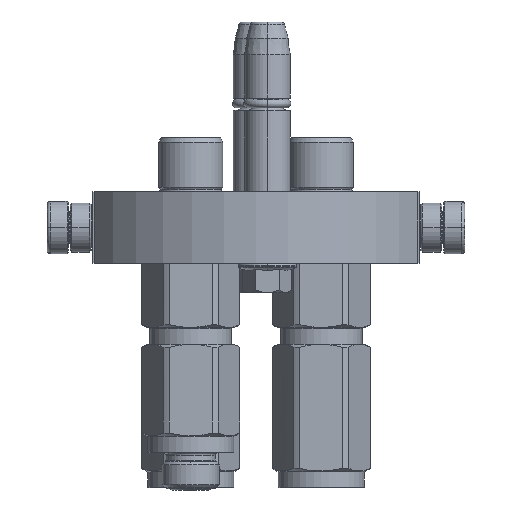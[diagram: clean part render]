
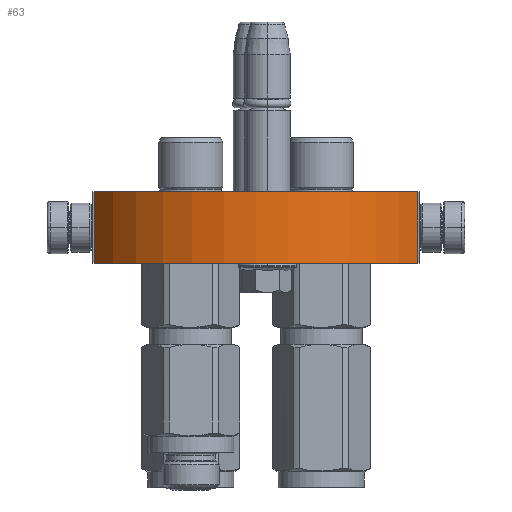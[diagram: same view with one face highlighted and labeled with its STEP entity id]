
A CAD part, left-side view. The second image highlights one B-rep face of the part: STEP entity #63.
In plain terms, the highlighted cylindrical face has radius 57.25 mm (diameter 114.5 mm), a partial arc.
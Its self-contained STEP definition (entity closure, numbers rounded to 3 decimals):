
#63 = ADVANCED_FACE ( 'NONE', ( #3428 ), #14933, .T. ) ;
#326 = CARTESIAN_POINT ( 'NONE',  ( 0., 0., 22. ) ) ;
#1871 = ORIENTED_EDGE ( 'NONE', *, *, #5383, .T. ) ;
#3428 = FACE_OUTER_BOUND ( 'NONE', #49383, .T. ) ;
#3652 = VERTEX_POINT ( 'NONE', #30516 ) ;
#5383 = EDGE_CURVE ( 'NONE', #3652, #6838, #26287, .T. ) ;
#6838 = VERTEX_POINT ( 'NONE', #28315 ) ;
#7266 = DIRECTION ( 'NONE',  ( 0., 0., 1. ) ) ;
#7905 = ORIENTED_EDGE ( 'NONE', *, *, #30852, .T. ) ;
#9308 = AXIS2_PLACEMENT_3D ( 'NONE', #36224, #23575, #52186 ) ;
#9472 = LINE ( 'NONE', #31737, #13943 ) ;
#13943 = VECTOR ( 'NONE', #7266, 1000. ) ;
#14118 = ORIENTED_EDGE ( 'NONE', *, *, #26743, .F. ) ;
#14933 = CYLINDRICAL_SURFACE ( 'NONE', #9308, 57.25 ) ;
#16507 = EDGE_CURVE ( 'NONE', #23226, #6838, #19032, .T. ) ;
#19032 = CIRCLE ( 'NONE', #35691, 57.25 ) ;
#19956 = CARTESIAN_POINT ( 'NONE',  ( -49.5, 28.763, 0. ) ) ;
#20406 = DIRECTION ( 'NONE',  ( 0., 0., 1. ) ) ;
#20574 = VERTEX_POINT ( 'NONE', #24018 ) ;
#21517 = DIRECTION ( 'NONE',  ( 0.865, 0.502, 0. ) ) ;
#23226 = VERTEX_POINT ( 'NONE', #52008 ) ;
#23575 = DIRECTION ( 'NONE',  ( 0., 0., -1. ) ) ;
#24018 = CARTESIAN_POINT ( 'NONE',  ( 49.5, 28.763, 0. ) ) ;
#24390 = VECTOR ( 'NONE', #40668, 1000. ) ;
#25604 = CARTESIAN_POINT ( 'NONE',  ( 0., 0., 0. ) ) ;
#26287 = LINE ( 'NONE', #19956, #24390 ) ;
#26743 = EDGE_CURVE ( 'NONE', #20574, #23226, #9472, .T. ) ;
#28315 = CARTESIAN_POINT ( 'NONE',  ( -49.5, 28.763, 22. ) ) ;
#30516 = CARTESIAN_POINT ( 'NONE',  ( -49.5, 28.763, 0. ) ) ;
#30852 = EDGE_CURVE ( 'NONE', #20574, #3652, #50160, .T. ) ;
#31737 = CARTESIAN_POINT ( 'NONE',  ( 49.5, 28.763, 0. ) ) ;
#33982 = DIRECTION ( 'NONE',  ( 0., 0., 1. ) ) ;
#35691 = AXIS2_PLACEMENT_3D ( 'NONE', #326, #20406, #36981 ) ;
#36224 = CARTESIAN_POINT ( 'NONE',  ( 0., 0., 0. ) ) ;
#36981 = DIRECTION ( 'NONE',  ( 0.865, 0.502, 0. ) ) ;
#40668 = DIRECTION ( 'NONE',  ( 0., 0., 1. ) ) ;
#44527 = ORIENTED_EDGE ( 'NONE', *, *, #16507, .F. ) ;
#49383 = EDGE_LOOP ( 'NONE', ( #7905, #1871, #44527, #14118 ) ) ;
#50160 = CIRCLE ( 'NONE', #51386, 57.25 ) ;
#51386 = AXIS2_PLACEMENT_3D ( 'NONE', #25604, #33982, #21517 ) ;
#52008 = CARTESIAN_POINT ( 'NONE',  ( 49.5, 28.763, 22. ) ) ;
#52186 = DIRECTION ( 'NONE',  ( 1., 0., 0. ) ) ;
